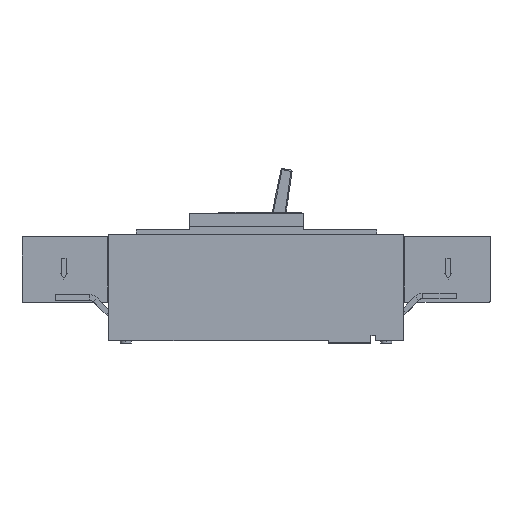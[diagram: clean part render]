
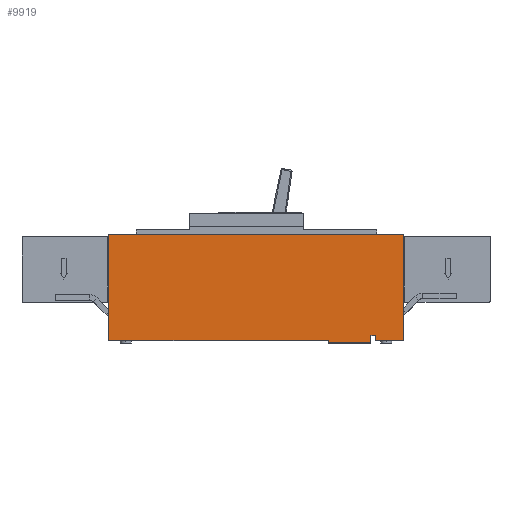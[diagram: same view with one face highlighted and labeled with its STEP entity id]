
A CAD part, top view. The second image highlights one B-rep face of the part: STEP entity #9919.
In plain terms, the highlighted planar face has unit normal (0, 0, 1).
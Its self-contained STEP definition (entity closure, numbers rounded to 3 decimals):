
#156 = ORIENTED_EDGE ( 'NONE', *, *, #23327, .T. ) ;
#415 = CARTESIAN_POINT ( 'NONE',  ( 113.25, 4.5, 105. ) ) ;
#858 = VERTEX_POINT ( 'NONE', #13912 ) ;
#1142 = VECTOR ( 'NONE', #17148, 1000. ) ;
#1222 = ORIENTED_EDGE ( 'NONE', *, *, #3483, .T. ) ;
#1463 = CARTESIAN_POINT ( 'NONE',  ( -125.25, 96.3, 105. ) ) ;
#2081 = EDGE_CURVE ( 'NONE', #17912, #10600, #20659, .T. ) ;
#2103 = VERTEX_POINT ( 'NONE', #24646 ) ;
#3228 = LINE ( 'NONE', #9833, #23415 ) ;
#3483 = EDGE_CURVE ( 'NONE', #858, #17327, #24766, .T. ) ;
#3500 = DIRECTION ( 'NONE',  ( 1., 0., 0. ) ) ;
#3535 = PLANE ( 'NONE',  #20197 ) ;
#4301 = ORIENTED_EDGE ( 'NONE', *, *, #15044, .T. ) ;
#4562 = VECTOR ( 'NONE', #23206, 1000. ) ;
#4783 = ORIENTED_EDGE ( 'NONE', *, *, #13892, .T. ) ;
#5530 = CARTESIAN_POINT ( 'NONE',  ( 117.75, 0., 105. ) ) ;
#6066 = VERTEX_POINT ( 'NONE', #16882 ) ;
#6190 = VECTOR ( 'NONE', #17329, 1000. ) ;
#6969 = LINE ( 'NONE', #12408, #22419 ) ;
#7053 = VECTOR ( 'NONE', #12187, 1000. ) ;
#7483 = ORIENTED_EDGE ( 'NONE', *, *, #12914, .T. ) ;
#7746 = CARTESIAN_POINT ( 'NONE',  ( 117.75, 4.5, 105. ) ) ;
#8131 = LINE ( 'NONE', #13200, #19136 ) ;
#8509 = LINE ( 'NONE', #5530, #10067 ) ;
#8766 = DIRECTION ( 'NONE',  ( 1., 0., 0. ) ) ;
#9469 = EDGE_LOOP ( 'NONE', ( #7483, #4783, #24468, #24356, #156, #4301, #21491, #12646, #15645, #1222 ) ) ;
#9632 = DIRECTION ( 'NONE',  ( 1., 0., 0. ) ) ;
#9833 = CARTESIAN_POINT ( 'NONE',  ( 113.25, -2.5, 105. ) ) ;
#9919 = ADVANCED_FACE ( 'NONE', ( #15534 ), #3535, .T. ) ;
#10067 = VECTOR ( 'NONE', #15832, 1000. ) ;
#10600 = VERTEX_POINT ( 'NONE', #7746 ) ;
#10651 = EDGE_CURVE ( 'NONE', #21909, #13962, #6969, .T. ) ;
#11031 = EDGE_CURVE ( 'NONE', #2103, #858, #8509, .T. ) ;
#11125 = CARTESIAN_POINT ( 'NONE',  ( 74.75, -2.5, 105. ) ) ;
#11480 = VERTEX_POINT ( 'NONE', #1463 ) ;
#11945 = DIRECTION ( 'NONE',  ( 0., 1., 0. ) ) ;
#12078 = CARTESIAN_POINT ( 'NONE',  ( 113.25, 4.5, 105. ) ) ;
#12156 = LINE ( 'NONE', #11125, #19070 ) ;
#12187 = DIRECTION ( 'NONE',  ( 0., -1., 0. ) ) ;
#12408 = CARTESIAN_POINT ( 'NONE',  ( 74.75, 0., 105. ) ) ;
#12646 = ORIENTED_EDGE ( 'NONE', *, *, #21475, .T. ) ;
#12914 = EDGE_CURVE ( 'NONE', #17327, #11480, #21630, .T. ) ;
#12972 = CARTESIAN_POINT ( 'NONE',  ( 117.75, 4.5, 105. ) ) ;
#13200 = CARTESIAN_POINT ( 'NONE',  ( -125.25, 0., 105. ) ) ;
#13892 = EDGE_CURVE ( 'NONE', #11480, #6066, #15242, .T. ) ;
#13912 = CARTESIAN_POINT ( 'NONE',  ( 142.75, 0., 105. ) ) ;
#13962 = VERTEX_POINT ( 'NONE', #14329 ) ;
#14329 = CARTESIAN_POINT ( 'NONE',  ( 74.75, -2.5, 105. ) ) ;
#15044 = EDGE_CURVE ( 'NONE', #19742, #17912, #3228, .T. ) ;
#15242 = LINE ( 'NONE', #20285, #7053 ) ;
#15353 = DIRECTION ( 'NONE',  ( 0., -1., 0. ) ) ;
#15534 = FACE_OUTER_BOUND ( 'NONE', #9469, .T. ) ;
#15645 = ORIENTED_EDGE ( 'NONE', *, *, #11031, .T. ) ;
#15832 = DIRECTION ( 'NONE',  ( 1., 0., 0. ) ) ;
#16882 = CARTESIAN_POINT ( 'NONE',  ( -125.25, 0., 105. ) ) ;
#17148 = DIRECTION ( 'NONE',  ( 0., 1., 0. ) ) ;
#17327 = VERTEX_POINT ( 'NONE', #23252 ) ;
#17329 = DIRECTION ( 'NONE',  ( -1., 0., 0. ) ) ;
#17408 = EDGE_CURVE ( 'NONE', #6066, #21909, #8131, .T. ) ;
#17912 = VERTEX_POINT ( 'NONE', #12078 ) ;
#18485 = DIRECTION ( 'NONE',  ( 0., -1., 0. ) ) ;
#19070 = VECTOR ( 'NONE', #8766, 1000. ) ;
#19136 = VECTOR ( 'NONE', #3500, 1000. ) ;
#19249 = CARTESIAN_POINT ( 'NONE',  ( 142.75, 0., 105. ) ) ;
#19363 = CARTESIAN_POINT ( 'NONE',  ( 142.75, 96.3, 105. ) ) ;
#19537 = VECTOR ( 'NONE', #15353, 1000. ) ;
#19742 = VERTEX_POINT ( 'NONE', #21130 ) ;
#20197 = AXIS2_PLACEMENT_3D ( 'NONE', #25413, #23372, #9632 ) ;
#20285 = CARTESIAN_POINT ( 'NONE',  ( -125.25, 96.3, 105. ) ) ;
#20416 = CARTESIAN_POINT ( 'NONE',  ( 74.75, 0., 105. ) ) ;
#20659 = LINE ( 'NONE', #415, #4562 ) ;
#21130 = CARTESIAN_POINT ( 'NONE',  ( 113.25, -2.5, 105. ) ) ;
#21475 = EDGE_CURVE ( 'NONE', #10600, #2103, #23341, .T. ) ;
#21491 = ORIENTED_EDGE ( 'NONE', *, *, #2081, .T. ) ;
#21630 = LINE ( 'NONE', #19363, #6190 ) ;
#21909 = VERTEX_POINT ( 'NONE', #20416 ) ;
#22419 = VECTOR ( 'NONE', #18485, 1000. ) ;
#23206 = DIRECTION ( 'NONE',  ( 1., 0., 0. ) ) ;
#23252 = CARTESIAN_POINT ( 'NONE',  ( 142.75, 96.3, 105. ) ) ;
#23327 = EDGE_CURVE ( 'NONE', #13962, #19742, #12156, .T. ) ;
#23341 = LINE ( 'NONE', #12972, #19537 ) ;
#23372 = DIRECTION ( 'NONE',  ( 0., 0., 1. ) ) ;
#23415 = VECTOR ( 'NONE', #11945, 1000. ) ;
#24356 = ORIENTED_EDGE ( 'NONE', *, *, #10651, .T. ) ;
#24468 = ORIENTED_EDGE ( 'NONE', *, *, #17408, .T. ) ;
#24646 = CARTESIAN_POINT ( 'NONE',  ( 117.75, 0., 105. ) ) ;
#24766 = LINE ( 'NONE', #19249, #1142 ) ;
#25413 = CARTESIAN_POINT ( 'NONE',  ( 0., 0., 105. ) ) ;
